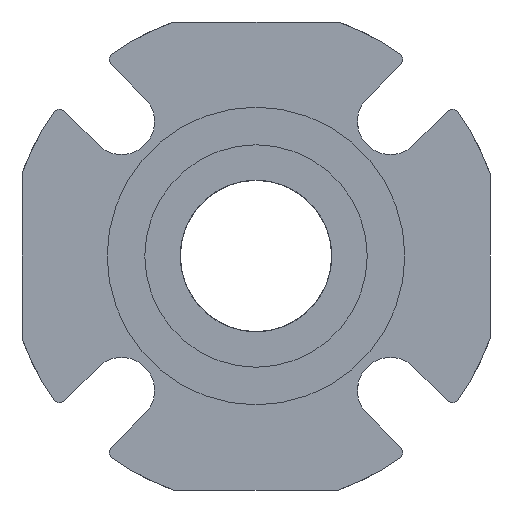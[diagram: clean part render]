
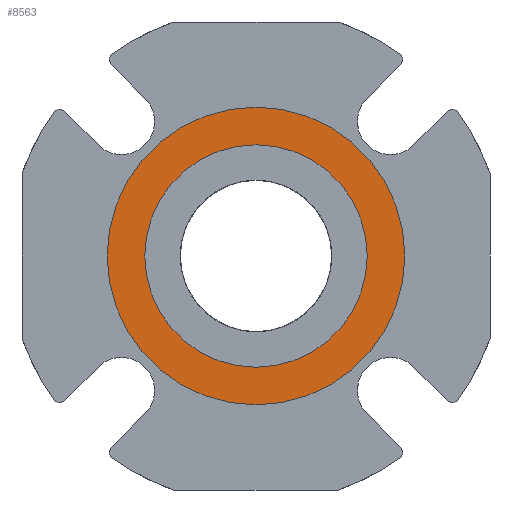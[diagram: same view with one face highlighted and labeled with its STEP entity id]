
A CAD part, front view. The second image highlights one B-rep face of the part: STEP entity #8563.
In plain terms, the highlighted planar face has unit normal (0, -1, 0).
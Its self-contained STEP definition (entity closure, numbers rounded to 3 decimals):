
#1587=PLANE('',#9609);
#4083=ORIENTED_EDGE('',*,*,#5335,.T.);
#4084=ORIENTED_EDGE('',*,*,#5336,.F.);
#5335=EDGE_CURVE('',#6116,#6116,#6619,.T.);
#5336=EDGE_CURVE('',#6117,#6117,#6620,.T.);
#6116=VERTEX_POINT('',#15998);
#6117=VERTEX_POINT('',#16001);
#6619=CIRCLE('',#9608,23.533);
#6620=CIRCLE('',#9610,31.5);
#7214=EDGE_LOOP('',(#4083));
#7215=EDGE_LOOP('',(#4084));
#7817=FACE_BOUND('',#7214,.T.);
#7818=FACE_BOUND('',#7215,.T.);
#8563=ADVANCED_FACE('',(#7817,#7818),#1587,.F.);
#9608=AXIS2_PLACEMENT_3D('',#15997,#12210,#12211);
#9609=AXIS2_PLACEMENT_3D('',#15999,#12212,#12213);
#9610=AXIS2_PLACEMENT_3D('',#16000,#12214,#12215);
#12210=DIRECTION('',(0.,1.,0.));
#12211=DIRECTION('',(-1.,0.,0.));
#12212=DIRECTION('',(0.,1.,0.));
#12213=DIRECTION('',(0.,0.,1.));
#12214=DIRECTION('',(0.,1.,0.));
#12215=DIRECTION('',(0.,0.,1.));
#15997=CARTESIAN_POINT('',(0.,8.72,0.));
#15998=CARTESIAN_POINT('',(-23.533,8.72,0.));
#15999=CARTESIAN_POINT('',(0.,8.72,26.5));
#16000=CARTESIAN_POINT('',(0.,8.72,0.));
#16001=CARTESIAN_POINT('',(0.,8.72,31.5));
